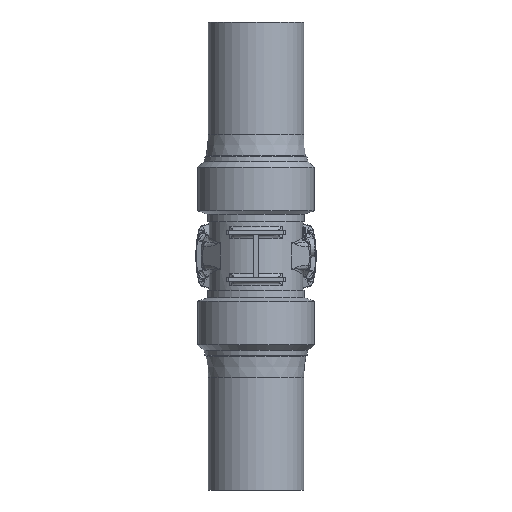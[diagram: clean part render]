
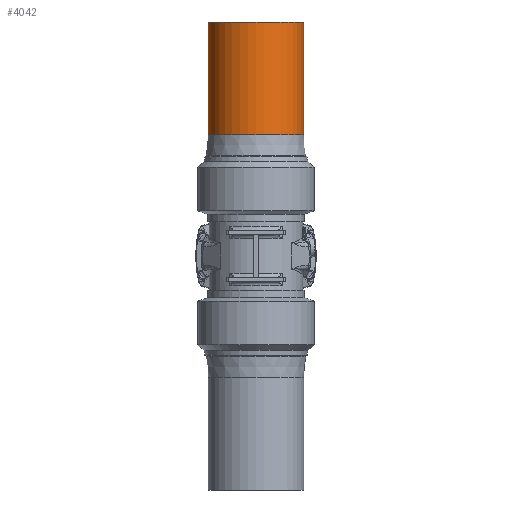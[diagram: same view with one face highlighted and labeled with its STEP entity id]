
A CAD part, front view. The second image highlights one B-rep face of the part: STEP entity #4042.
In plain terms, the highlighted cylindrical face has radius 112.5 mm (diameter 225 mm), a full revolution.
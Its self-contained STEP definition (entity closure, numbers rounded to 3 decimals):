
#2312 = EDGE_CURVE ( 'NONE', #11739, #11739, #10981, .T. ) ;
#2373 = EDGE_CURVE ( 'NONE', #11946, #11946, #11377, .T. ) ;
#4042 = ADVANCED_FACE ( 'NONE', ( #8833, #8843 ), #8831, .T. ) ;
#5930 = AXIS2_PLACEMENT_3D ( 'NONE', #9032, #9031, #9030 ) ;
#6330 = AXIS2_PLACEMENT_3D ( 'NONE', #8558, #8557, #8575 ) ;
#6565 = AXIS2_PLACEMENT_3D ( 'NONE', #9490, #9488, #9487 ) ;
#8557 = DIRECTION ( 'NONE',  ( 0., 0., 1. ) ) ;
#8558 = CARTESIAN_POINT ( 'NONE',  ( 0., 0., 109.5 ) ) ;
#8575 = DIRECTION ( 'NONE',  ( 1., 0., 0. ) ) ;
#8831 = CYLINDRICAL_SURFACE ( 'NONE', #6330, 112.5 ) ;
#8833 = FACE_OUTER_BOUND ( 'NONE', #11602, .T. ) ;
#8843 = FACE_OUTER_BOUND ( 'NONE', #10750, .T. ) ;
#9030 = DIRECTION ( 'NONE',  ( 1., 0., 0. ) ) ;
#9031 = DIRECTION ( 'NONE',  ( 0., 0., 1. ) ) ;
#9032 = CARTESIAN_POINT ( 'NONE',  ( 0., 0., 550.5 ) ) ;
#9487 = DIRECTION ( 'NONE',  ( 0., 1., 0. ) ) ;
#9488 = DIRECTION ( 'NONE',  ( 0., 0., -1. ) ) ;
#9490 = CARTESIAN_POINT ( 'NONE',  ( 0., 0., 285.5 ) ) ;
#10750 = EDGE_LOOP ( 'NONE', ( #11031 ) ) ;
#10848 = ORIENTED_EDGE ( 'NONE', *, *, #2312, .F. ) ;
#10981 = CIRCLE ( 'NONE', #6565, 112.5 ) ;
#11031 = ORIENTED_EDGE ( 'NONE', *, *, #2373, .F. ) ;
#11377 = CIRCLE ( 'NONE', #5930, 112.5 ) ;
#11602 = EDGE_LOOP ( 'NONE', ( #10848 ) ) ;
#11739 = VERTEX_POINT ( 'NONE', #14246 ) ;
#11946 = VERTEX_POINT ( 'NONE', #14248 ) ;
#14246 = CARTESIAN_POINT ( 'NONE',  ( 0., 112.5, 285.5 ) ) ;
#14248 = CARTESIAN_POINT ( 'NONE',  ( 112.5, 0., 550.5 ) ) ;
